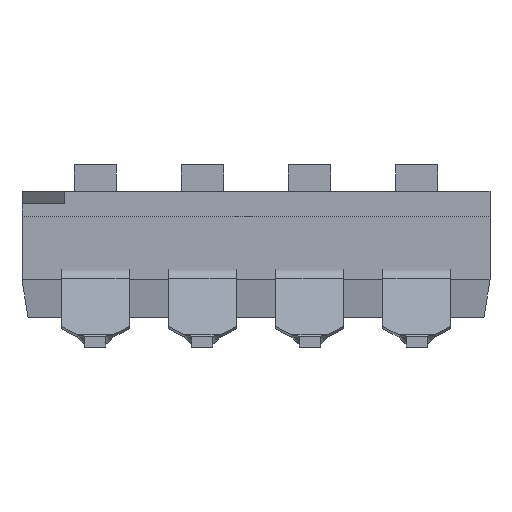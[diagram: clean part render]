
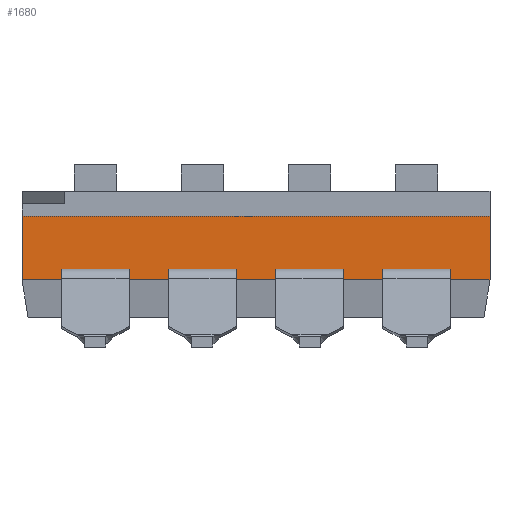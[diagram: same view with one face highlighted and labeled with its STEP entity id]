
A CAD part, front view. The second image highlights one B-rep face of the part: STEP entity #1680.
In plain terms, the highlighted planar face has unit normal (0, -1, 0).
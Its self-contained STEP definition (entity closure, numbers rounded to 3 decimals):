
#1680=ADVANCED_FACE('',(#2463),#13571,.T.);
#2463=FACE_OUTER_BOUND('',#3284,.T.);
#3284=EDGE_LOOP('',(#6772,#6773,#6774,#6775,#6776,#6777,#6778,#6779,#6780,
#6781,#6782,#6783,#6784,#6785,#6786,#6787,#6788,#6789,#6790,#6791));
#6772=ORIENTED_EDGE('',*,*,#9503,.F.);
#6773=ORIENTED_EDGE('',*,*,#9183,.F.);
#6774=ORIENTED_EDGE('',*,*,#9498,.F.);
#6775=ORIENTED_EDGE('',*,*,#9467,.F.);
#6776=ORIENTED_EDGE('',*,*,#9496,.F.);
#6777=ORIENTED_EDGE('',*,*,#9245,.F.);
#6778=ORIENTED_EDGE('',*,*,#9232,.F.);
#6779=ORIENTED_EDGE('',*,*,#9248,.F.);
#6780=ORIENTED_EDGE('',*,*,#9495,.F.);
#6781=ORIENTED_EDGE('',*,*,#9273,.F.);
#6782=ORIENTED_EDGE('',*,*,#9292,.F.);
#6783=ORIENTED_EDGE('',*,*,#9271,.F.);
#6784=ORIENTED_EDGE('',*,*,#9494,.F.);
#6785=ORIENTED_EDGE('',*,*,#9337,.F.);
#6786=ORIENTED_EDGE('',*,*,#9356,.F.);
#6787=ORIENTED_EDGE('',*,*,#9335,.F.);
#6788=ORIENTED_EDGE('',*,*,#9493,.F.);
#6789=ORIENTED_EDGE('',*,*,#9401,.F.);
#6790=ORIENTED_EDGE('',*,*,#9420,.F.);
#6791=ORIENTED_EDGE('',*,*,#9399,.F.);
#9183=EDGE_CURVE('',#12586,#12583,#11062,.T.);
#9232=EDGE_CURVE('',#12628,#12629,#11111,.T.);
#9245=EDGE_CURVE('',#12629,#12617,#11124,.T.);
#9248=EDGE_CURVE('',#12618,#12628,#11127,.T.);
#9271=EDGE_CURVE('',#12655,#12656,#11150,.T.);
#9273=EDGE_CURVE('',#12657,#12658,#11152,.T.);
#9292=EDGE_CURVE('',#12656,#12657,#11171,.T.);
#9335=EDGE_CURVE('',#12699,#12700,#11214,.T.);
#9337=EDGE_CURVE('',#12701,#12702,#11216,.T.);
#9356=EDGE_CURVE('',#12700,#12701,#11235,.T.);
#9399=EDGE_CURVE('',#12743,#12744,#11278,.T.);
#9401=EDGE_CURVE('',#12745,#12746,#11280,.T.);
#9420=EDGE_CURVE('',#12744,#12745,#11299,.T.);
#9467=EDGE_CURVE('',#12593,#12782,#11344,.T.);
#9493=EDGE_CURVE('',#12746,#12699,#11370,.T.);
#9494=EDGE_CURVE('',#12702,#12655,#11371,.T.);
#9495=EDGE_CURVE('',#12658,#12618,#11372,.T.);
#9496=EDGE_CURVE('',#12617,#12593,#11373,.T.);
#9498=EDGE_CURVE('',#12782,#12586,#11375,.T.);
#9503=EDGE_CURVE('',#12583,#12743,#11380,.T.);
#11062=B_SPLINE_CURVE_WITH_KNOTS('',1,(#22897,#22898),.UNSPECIFIED.,.F.,
 .F.,(2,2),(-1.5,0.),.UNSPECIFIED.);
#11111=B_SPLINE_CURVE_WITH_KNOTS('',1,(#22995,#22996),.UNSPECIFIED.,.F.,
 .F.,(2,2),(-1.6,0.),.UNSPECIFIED.);
#11124=B_SPLINE_CURVE_WITH_KNOTS('',1,(#23021,#23022),.UNSPECIFIED.,.F.,
 .F.,(2,2),(-0.25,0.),.UNSPECIFIED.);
#11127=B_SPLINE_CURVE_WITH_KNOTS('',1,(#23027,#23028),.UNSPECIFIED.,.F.,
 .F.,(2,2),(0.,0.25),.UNSPECIFIED.);
#11150=B_SPLINE_CURVE_WITH_KNOTS('',1,(#23073,#23074),.UNSPECIFIED.,.F.,
 .F.,(2,2),(0.,0.25),.UNSPECIFIED.);
#11152=B_SPLINE_CURVE_WITH_KNOTS('',1,(#23077,#23078),.UNSPECIFIED.,.F.,
 .F.,(2,2),(-0.25,0.),.UNSPECIFIED.);
#11171=B_SPLINE_CURVE_WITH_KNOTS('',1,(#23115,#23116),.UNSPECIFIED.,.F.,
 .F.,(2,2),(-1.6,0.),.UNSPECIFIED.);
#11214=B_SPLINE_CURVE_WITH_KNOTS('',1,(#23201,#23202),.UNSPECIFIED.,.F.,
 .F.,(2,2),(0.,0.25),.UNSPECIFIED.);
#11216=B_SPLINE_CURVE_WITH_KNOTS('',1,(#23205,#23206),.UNSPECIFIED.,.F.,
 .F.,(2,2),(-0.25,0.),.UNSPECIFIED.);
#11235=B_SPLINE_CURVE_WITH_KNOTS('',1,(#23243,#23244),.UNSPECIFIED.,.F.,
 .F.,(2,2),(-1.6,0.),.UNSPECIFIED.);
#11278=B_SPLINE_CURVE_WITH_KNOTS('',1,(#23329,#23330),.UNSPECIFIED.,.F.,
 .F.,(2,2),(0.,0.25),.UNSPECIFIED.);
#11280=B_SPLINE_CURVE_WITH_KNOTS('',1,(#23333,#23334),.UNSPECIFIED.,.F.,
 .F.,(2,2),(-0.25,0.),.UNSPECIFIED.);
#11299=B_SPLINE_CURVE_WITH_KNOTS('',1,(#23371,#23372),.UNSPECIFIED.,.F.,
 .F.,(2,2),(-1.6,0.),.UNSPECIFIED.);
#11344=B_SPLINE_CURVE_WITH_KNOTS('',1,(#23471,#23472),.UNSPECIFIED.,.F.,
 .F.,(2,2),(0.,1.5),.UNSPECIFIED.);
#11370=B_SPLINE_CURVE_WITH_KNOTS('',1,(#23533,#23534),.UNSPECIFIED.,.F.,
 .F.,(2,2),(-0.94,0.),.UNSPECIFIED.);
#11371=B_SPLINE_CURVE_WITH_KNOTS('',1,(#23535,#23536),.UNSPECIFIED.,.F.,
 .F.,(2,2),(-0.94,0.),.UNSPECIFIED.);
#11372=B_SPLINE_CURVE_WITH_KNOTS('',1,(#23537,#23538),.UNSPECIFIED.,.F.,
 .F.,(2,2),(-0.94,0.),.UNSPECIFIED.);
#11373=B_SPLINE_CURVE_WITH_KNOTS('',1,(#23539,#23540),.UNSPECIFIED.,.F.,
 .F.,(2,2),(-0.94,0.),.UNSPECIFIED.);
#11375=B_SPLINE_CURVE_WITH_KNOTS('',1,(#23551,#23552,#23553),
 .UNSPECIFIED.,.F.,.F.,(2,1,2),(0.,10.77,11.1),.UNSPECIFIED.);
#11380=B_SPLINE_CURVE_WITH_KNOTS('',1,(#23566,#23567,#23568),
 .UNSPECIFIED.,.F.,.F.,(2,1,2),(-0.94,-0.61,0.),
 .UNSPECIFIED.);
#12583=VERTEX_POINT('',#22687);
#12586=VERTEX_POINT('',#22690);
#12593=VERTEX_POINT('',#22697);
#12617=VERTEX_POINT('',#22721);
#12618=VERTEX_POINT('',#22722);
#12628=VERTEX_POINT('',#22732);
#12629=VERTEX_POINT('',#22733);
#12655=VERTEX_POINT('',#22759);
#12656=VERTEX_POINT('',#22760);
#12657=VERTEX_POINT('',#22761);
#12658=VERTEX_POINT('',#22762);
#12699=VERTEX_POINT('',#22803);
#12700=VERTEX_POINT('',#22804);
#12701=VERTEX_POINT('',#22805);
#12702=VERTEX_POINT('',#22806);
#12743=VERTEX_POINT('',#22847);
#12744=VERTEX_POINT('',#22848);
#12745=VERTEX_POINT('',#22849);
#12746=VERTEX_POINT('',#22850);
#12782=VERTEX_POINT('',#22886);
#13571=PLANE('',#14189);
#14189=AXIS2_PLACEMENT_3D('',#22685,#14763,$);
#14763=DIRECTION('',(0.,-1.,0.));
#22685=CARTESIAN_POINT('',(-2.854,1.493,3.254));
#22687=CARTESIAN_POINT('',(9.36,1.493,1.601));
#22690=CARTESIAN_POINT('',(9.36,1.493,3.101));
#22697=CARTESIAN_POINT('',(-1.74,1.493,1.601));
#22721=CARTESIAN_POINT('',(-0.8,1.493,1.601));
#22722=CARTESIAN_POINT('',(0.8,1.493,1.601));
#22732=CARTESIAN_POINT('',(0.8,1.493,1.851));
#22733=CARTESIAN_POINT('',(-0.8,1.493,1.851));
#22759=CARTESIAN_POINT('',(3.34,1.493,1.601));
#22760=CARTESIAN_POINT('',(3.34,1.493,1.851));
#22761=CARTESIAN_POINT('',(1.74,1.493,1.851));
#22762=CARTESIAN_POINT('',(1.74,1.493,1.601));
#22803=CARTESIAN_POINT('',(5.88,1.493,1.601));
#22804=CARTESIAN_POINT('',(5.88,1.493,1.851));
#22805=CARTESIAN_POINT('',(4.28,1.493,1.851));
#22806=CARTESIAN_POINT('',(4.28,1.493,1.601));
#22847=CARTESIAN_POINT('',(8.42,1.493,1.601));
#22848=CARTESIAN_POINT('',(8.42,1.493,1.851));
#22849=CARTESIAN_POINT('',(6.82,1.493,1.851));
#22850=CARTESIAN_POINT('',(6.82,1.493,1.601));
#22886=CARTESIAN_POINT('',(-1.74,1.493,3.101));
#22897=CARTESIAN_POINT('',(9.36,1.493,3.101));
#22898=CARTESIAN_POINT('',(9.36,1.493,1.601));
#22995=CARTESIAN_POINT('',(0.8,1.493,1.851));
#22996=CARTESIAN_POINT('',(-0.8,1.493,1.851));
#23021=CARTESIAN_POINT('',(-0.8,1.493,1.851));
#23022=CARTESIAN_POINT('',(-0.8,1.493,1.601));
#23027=CARTESIAN_POINT('',(0.8,1.493,1.601));
#23028=CARTESIAN_POINT('',(0.8,1.493,1.851));
#23073=CARTESIAN_POINT('',(3.34,1.493,1.601));
#23074=CARTESIAN_POINT('',(3.34,1.493,1.851));
#23077=CARTESIAN_POINT('',(1.74,1.493,1.851));
#23078=CARTESIAN_POINT('',(1.74,1.493,1.601));
#23115=CARTESIAN_POINT('',(3.34,1.493,1.851));
#23116=CARTESIAN_POINT('',(1.74,1.493,1.851));
#23201=CARTESIAN_POINT('',(5.88,1.493,1.601));
#23202=CARTESIAN_POINT('',(5.88,1.493,1.851));
#23205=CARTESIAN_POINT('',(4.28,1.493,1.851));
#23206=CARTESIAN_POINT('',(4.28,1.493,1.601));
#23243=CARTESIAN_POINT('',(5.88,1.493,1.851));
#23244=CARTESIAN_POINT('',(4.28,1.493,1.851));
#23329=CARTESIAN_POINT('',(8.42,1.493,1.601));
#23330=CARTESIAN_POINT('',(8.42,1.493,1.851));
#23333=CARTESIAN_POINT('',(6.82,1.493,1.851));
#23334=CARTESIAN_POINT('',(6.82,1.493,1.601));
#23371=CARTESIAN_POINT('',(8.42,1.493,1.851));
#23372=CARTESIAN_POINT('',(6.82,1.493,1.851));
#23471=CARTESIAN_POINT('',(-1.74,1.493,1.601));
#23472=CARTESIAN_POINT('',(-1.74,1.493,3.101));
#23533=CARTESIAN_POINT('',(6.82,1.493,1.601));
#23534=CARTESIAN_POINT('',(5.88,1.493,1.601));
#23535=CARTESIAN_POINT('',(4.28,1.493,1.601));
#23536=CARTESIAN_POINT('',(3.34,1.493,1.601));
#23537=CARTESIAN_POINT('',(1.74,1.493,1.601));
#23538=CARTESIAN_POINT('',(0.8,1.493,1.601));
#23539=CARTESIAN_POINT('',(-0.8,1.493,1.601));
#23540=CARTESIAN_POINT('',(-1.74,1.493,1.601));
#23551=CARTESIAN_POINT('',(-1.74,1.493,3.101));
#23552=CARTESIAN_POINT('',(9.03,1.493,3.101));
#23553=CARTESIAN_POINT('',(9.36,1.493,3.101));
#23566=CARTESIAN_POINT('',(9.36,1.493,1.601));
#23567=CARTESIAN_POINT('',(9.03,1.493,1.601));
#23568=CARTESIAN_POINT('',(8.42,1.493,1.601));
